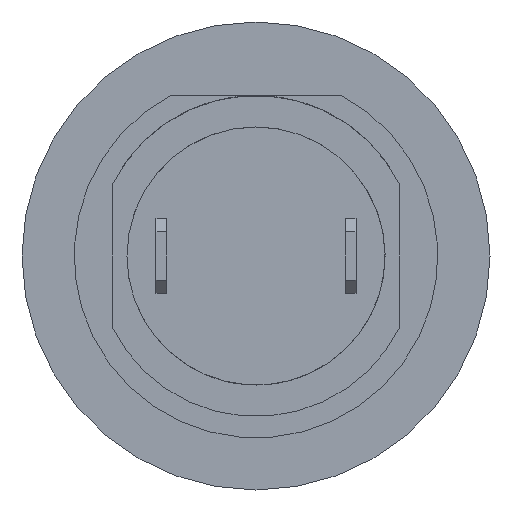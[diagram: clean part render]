
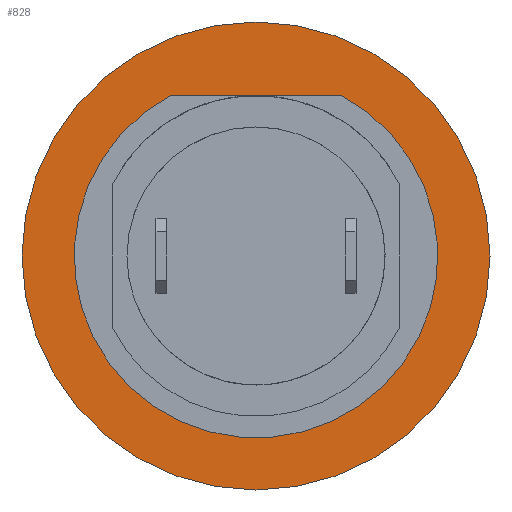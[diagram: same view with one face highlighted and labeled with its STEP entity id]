
A CAD part, front view. The second image highlights one B-rep face of the part: STEP entity #828.
In plain terms, the highlighted planar face has unit normal (0, -1, 0).
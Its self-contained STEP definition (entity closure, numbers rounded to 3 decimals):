
#22=FACE_BOUND('',#126,.T.);
#36=CIRCLE('',#896,6.8);
#37=CIRCLE('',#898,8.75);
#38=CIRCLE('',#899,8.75);
#84=FACE_OUTER_BOUND('',#125,.T.);
#125=EDGE_LOOP('',(#668,#669));
#126=EDGE_LOOP('',(#670,#671));
#223=LINE('',#1318,#310);
#310=VECTOR('',#1082,10.);
#374=VERTEX_POINT('',#1314);
#375=VERTEX_POINT('',#1316);
#376=VERTEX_POINT('',#1322);
#377=VERTEX_POINT('',#1323);
#481=EDGE_CURVE('',#375,#374,#223,.T.);
#482=EDGE_CURVE('',#374,#375,#36,.T.);
#483=EDGE_CURVE('',#376,#377,#37,.T.);
#484=EDGE_CURVE('',#377,#376,#38,.T.);
#668=ORIENTED_EDGE('',*,*,#483,.T.);
#669=ORIENTED_EDGE('',*,*,#484,.T.);
#670=ORIENTED_EDGE('',*,*,#482,.F.);
#671=ORIENTED_EDGE('',*,*,#481,.F.);
#751=PLANE('',#897);
#828=ADVANCED_FACE('',(#84,#22),#751,.T.);
#896=AXIS2_PLACEMENT_3D('',#1320,#1085,#1086);
#897=AXIS2_PLACEMENT_3D('',#1321,#1087,#1088);
#898=AXIS2_PLACEMENT_3D('',#1324,#1089,#1090);
#899=AXIS2_PLACEMENT_3D('',#1325,#1091,#1092);
#1082=DIRECTION('',(-1.,0.,0.));
#1085=DIRECTION('center_axis',(0.,-1.,0.));
#1086=DIRECTION('ref_axis',(1.,0.,0.));
#1087=DIRECTION('center_axis',(0.,-1.,0.));
#1088=DIRECTION('ref_axis',(0.,0.,-1.));
#1089=DIRECTION('center_axis',(0.,-1.,0.));
#1090=DIRECTION('ref_axis',(1.,0.,0.));
#1091=DIRECTION('center_axis',(0.,-1.,0.));
#1092=DIRECTION('ref_axis',(1.,0.,0.));
#1314=CARTESIAN_POINT('',(-3.2,8.5,6.));
#1316=CARTESIAN_POINT('',(3.2,8.5,6.));
#1318=CARTESIAN_POINT('',(0.,8.5,6.));
#1320=CARTESIAN_POINT('Origin',(0.,8.5,0.));
#1321=CARTESIAN_POINT('Origin',(6.8,8.5,0.));
#1322=CARTESIAN_POINT('',(8.75,8.5,0.));
#1323=CARTESIAN_POINT('',(-8.75,8.5,0.));
#1324=CARTESIAN_POINT('Origin',(0.,8.5,0.));
#1325=CARTESIAN_POINT('Origin',(0.,8.5,0.));
